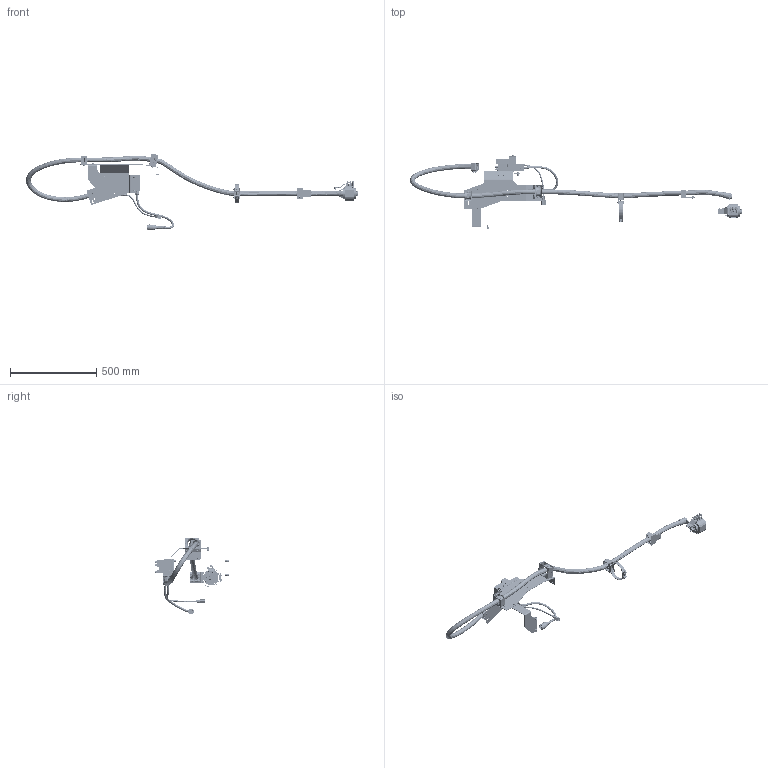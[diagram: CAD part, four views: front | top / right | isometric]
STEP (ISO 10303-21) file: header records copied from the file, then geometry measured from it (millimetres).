
FILE_DESCRIPTION (( 'STEP AP203' ), '1' );
FILE_NAME ('TS106-201.STEP', '2020-09-30T09:11:53', ( '' ), ( '' ), 'SwSTEP 2.0', 'SolidWorks 2019', '' );
FILE_SCHEMA (( 'CONFIG_CONTROL_DESIGN' ));
Products named in the file (1): TS106-201
Bounding box: 1919.4 x 425.54 x 443.92 mm (x, y, z)
Volume: 2668769.8 mm3; surface area: 1229527.1 mm2
Topology: 201 solids, 203 shells, 7951 faces, 19396 edges, 12300 vertices
Faces by surface type: plane 3102, cylinder 2481, bspline 1225, cone 557, torus 496, sphere 90
Entity records: 337929 total; most frequent: CARTESIAN_POINT 155881, ORIENTED_EDGE 38464, DIRECTION 36254, EDGE_CURVE 19232, AXIS2_PLACEMENT_3D 13408, VERTEX_POINT 12285, VECTOR 9438, LINE 9438
